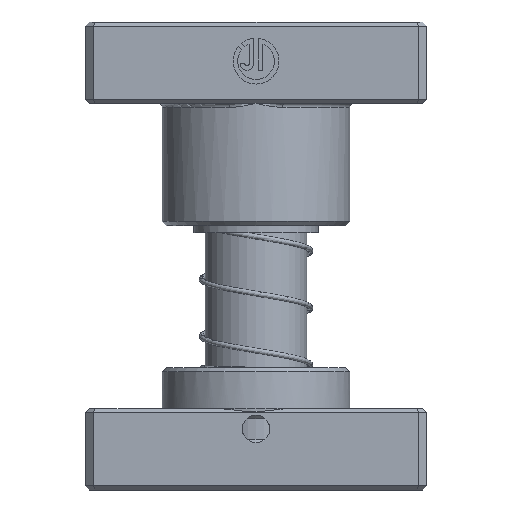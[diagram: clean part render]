
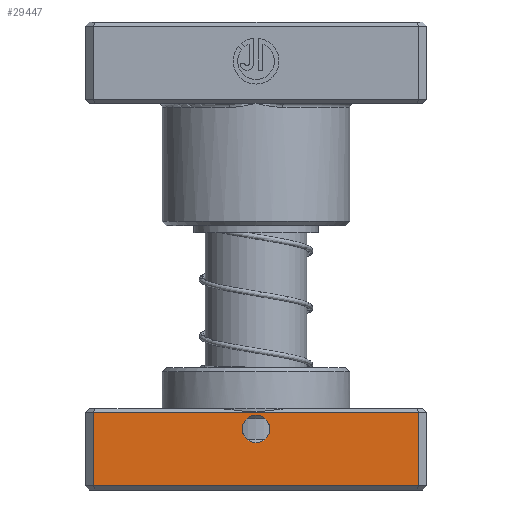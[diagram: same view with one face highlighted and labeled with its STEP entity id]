
A CAD part, front view. The second image highlights one B-rep face of the part: STEP entity #29447.
In plain terms, the highlighted planar face has unit normal (0, -1, 0).
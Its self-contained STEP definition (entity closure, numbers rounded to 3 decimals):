
#1175 = EDGE_CURVE ( 'NONE', #11379, #33763, #14432, .T. ) ;
#1443 = EDGE_CURVE ( 'NONE', #17909, #3705, #2596, .T. ) ;
#2064 = DIRECTION ( 'NONE',  ( 0., -1., 0. ) ) ;
#2504 = ORIENTED_EDGE ( 'NONE', *, *, #39392, .T. ) ;
#2596 = LINE ( 'NONE', #5182, #10962 ) ;
#2801 = DIRECTION ( 'NONE',  ( 0., 0., 1. ) ) ;
#3705 = VERTEX_POINT ( 'NONE', #19078 ) ;
#5182 = CARTESIAN_POINT ( 'NONE',  ( -40., -24., 20. ) ) ;
#6554 = LINE ( 'NONE', #13797, #30644 ) ;
#6578 = CARTESIAN_POINT ( 'NONE',  ( 0., -24., 11.6 ) ) ;
#7096 = DIRECTION ( 'NONE',  ( 1., 0., 0. ) ) ;
#8092 = EDGE_CURVE ( 'NONE', #40801, #9345, #6554, .T. ) ;
#8565 = AXIS2_PLACEMENT_3D ( 'NONE', #13881, #35913, #17088 ) ;
#9345 = VERTEX_POINT ( 'NONE', #16189 ) ;
#9974 = LINE ( 'NONE', #22738, #34057 ) ;
#10962 = VECTOR ( 'NONE', #27174, 1000. ) ;
#11379 = VERTEX_POINT ( 'NONE', #35814 ) ;
#13797 = CARTESIAN_POINT ( 'NONE',  ( 40., -24., 20. ) ) ;
#13881 = CARTESIAN_POINT ( 'NONE',  ( 0., -24., 15. ) ) ;
#14032 = ORIENTED_EDGE ( 'NONE', *, *, #1443, .T. ) ;
#14432 = CIRCLE ( 'NONE', #32343, 3.4 ) ;
#15323 = PLANE ( 'NONE',  #16542 ) ;
#15339 = ORIENTED_EDGE ( 'NONE', *, *, #22791, .F. ) ;
#16189 = CARTESIAN_POINT ( 'NONE',  ( 40., -24., 1. ) ) ;
#16250 = CIRCLE ( 'NONE', #8565, 3.4 ) ;
#16542 = AXIS2_PLACEMENT_3D ( 'NONE', #30989, #21637, #2801 ) ;
#16836 = CARTESIAN_POINT ( 'NONE',  ( 40., -24., 19. ) ) ;
#17088 = DIRECTION ( 'NONE',  ( 0., 0., -1. ) ) ;
#17725 = VECTOR ( 'NONE', #20260, 1000. ) ;
#17909 = VERTEX_POINT ( 'NONE', #33381 ) ;
#19078 = CARTESIAN_POINT ( 'NONE',  ( -40., -24., 1. ) ) ;
#20260 = DIRECTION ( 'NONE',  ( -1., 0., 0. ) ) ;
#20918 = CARTESIAN_POINT ( 'NONE',  ( 0., -24., 15. ) ) ;
#21005 = EDGE_CURVE ( 'NONE', #3705, #9345, #9974, .T. ) ;
#21637 = DIRECTION ( 'NONE',  ( 0., 1., 0. ) ) ;
#21974 = ORIENTED_EDGE ( 'NONE', *, *, #8092, .F. ) ;
#22738 = CARTESIAN_POINT ( 'NONE',  ( -40., -24., 1. ) ) ;
#22791 = EDGE_CURVE ( 'NONE', #33763, #11379, #16250, .T. ) ;
#23344 = EDGE_LOOP ( 'NONE', ( #15339, #24709 ) ) ;
#23599 = FACE_OUTER_BOUND ( 'NONE', #34679, .T. ) ;
#24058 = DIRECTION ( 'NONE',  ( 0., 0., -1. ) ) ;
#24709 = ORIENTED_EDGE ( 'NONE', *, *, #1175, .F. ) ;
#26058 = LINE ( 'NONE', #39110, #17725 ) ;
#27174 = DIRECTION ( 'NONE',  ( 0., 0., -1. ) ) ;
#29447 = ADVANCED_FACE ( 'NONE', ( #31974, #23599 ), #15323, .F. ) ;
#29733 = DIRECTION ( 'NONE',  ( 0., 0., -1. ) ) ;
#30644 = VECTOR ( 'NONE', #29733, 1000. ) ;
#30714 = ORIENTED_EDGE ( 'NONE', *, *, #21005, .T. ) ;
#30989 = CARTESIAN_POINT ( 'NONE',  ( -40., -24., 20. ) ) ;
#31974 = FACE_BOUND ( 'NONE', #23344, .T. ) ;
#32343 = AXIS2_PLACEMENT_3D ( 'NONE', #20918, #2064, #24058 ) ;
#33381 = CARTESIAN_POINT ( 'NONE',  ( -40., -24., 19. ) ) ;
#33763 = VERTEX_POINT ( 'NONE', #6578 ) ;
#34057 = VECTOR ( 'NONE', #7096, 1000. ) ;
#34679 = EDGE_LOOP ( 'NONE', ( #14032, #30714, #21974, #2504 ) ) ;
#35814 = CARTESIAN_POINT ( 'NONE',  ( 0., -24., 18.4 ) ) ;
#35913 = DIRECTION ( 'NONE',  ( 0., -1., 0. ) ) ;
#39110 = CARTESIAN_POINT ( 'NONE',  ( -40., -24., 19. ) ) ;
#39392 = EDGE_CURVE ( 'NONE', #40801, #17909, #26058, .T. ) ;
#40801 = VERTEX_POINT ( 'NONE', #16836 ) ;
